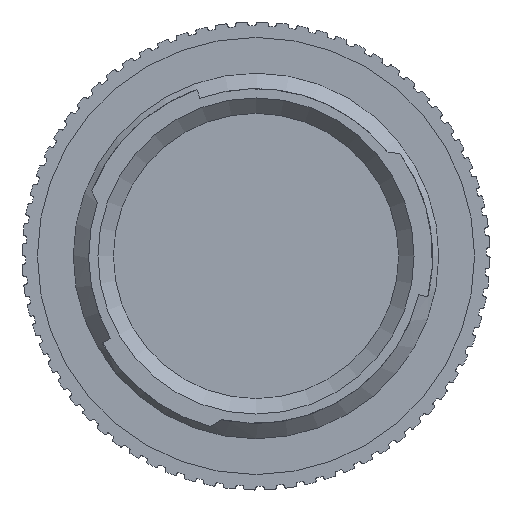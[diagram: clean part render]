
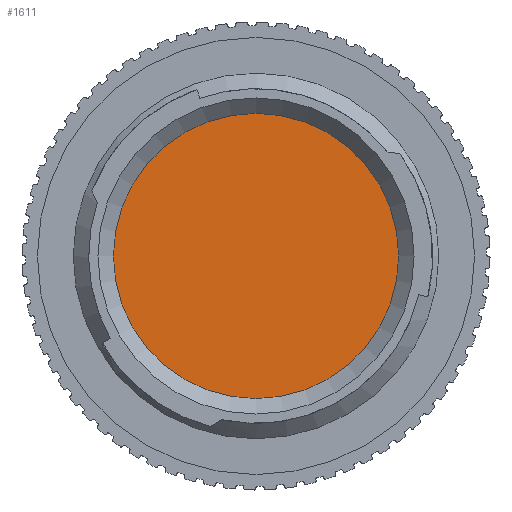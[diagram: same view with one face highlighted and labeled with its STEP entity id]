
A CAD part, front view. The second image highlights one B-rep face of the part: STEP entity #1611.
In plain terms, the highlighted planar face has unit normal (0, -1, 0).
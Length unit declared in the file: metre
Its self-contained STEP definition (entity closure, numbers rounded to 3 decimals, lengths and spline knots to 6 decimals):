
#1611 = ADVANCED_FACE( '', ( #3466 ), #3467, .T. );
#3466 = FACE_OUTER_BOUND( '', #5558, .T. );
#3467 = PLANE( '', #5559 );
#5558 = EDGE_LOOP( '', ( #9932 ) );
#5559 = AXIS2_PLACEMENT_3D( '', #9933, #9934, #9935 );
#9932 = ORIENTED_EDGE( '', *, *, #13581, .T. );
#9933 = CARTESIAN_POINT( '', ( 0., -0.002, 0. ) );
#9934 = DIRECTION( '', ( 0., -1., 0. ) );
#9935 = DIRECTION( '', ( 1., 0., 0. ) );
#13581 = EDGE_CURVE( '', #16705, #16705, #16706, .T. );
#16705 = VERTEX_POINT( '', #21000 );
#16706 = CIRCLE( '', #21001, 0.0185 );
#21000 = CARTESIAN_POINT( '', ( 0., -0.002, -0.0185 ) );
#21001 = AXIS2_PLACEMENT_3D( '', #25446, #25447, #25448 );
#25446 = CARTESIAN_POINT( '', ( 0., -0.002, 0. ) );
#25447 = DIRECTION( '', ( 0., -1., 0. ) );
#25448 = DIRECTION( '', ( 0., 0., -1. ) );
